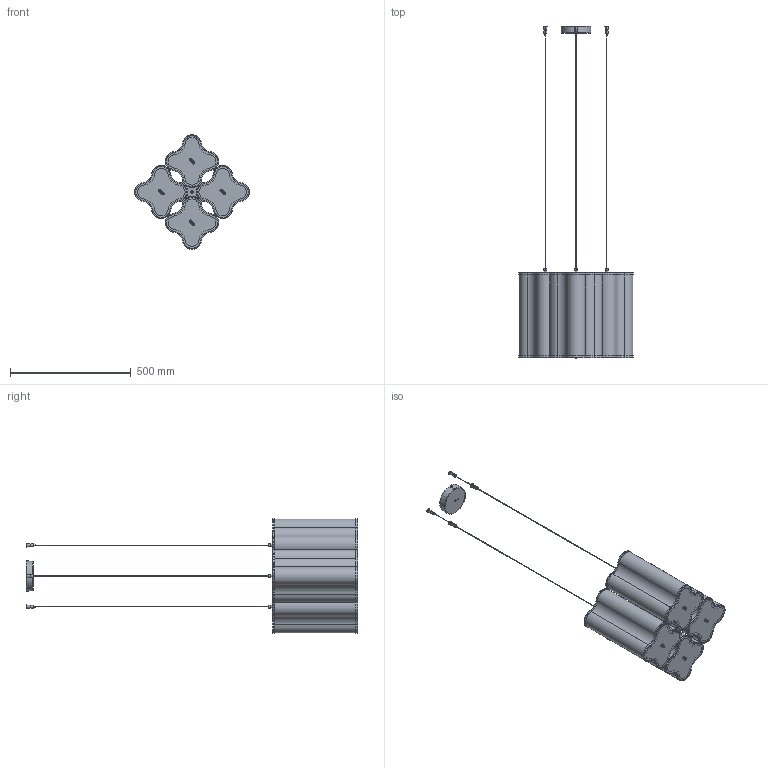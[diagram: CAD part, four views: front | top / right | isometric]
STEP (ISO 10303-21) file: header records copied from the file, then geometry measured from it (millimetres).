
FILE_DESCRIPTION (( 'STEP AP203' ), '1' );
FILE_NAME ('EQ.C035_EQUIS SUSPENSIÓ 22X35CM_CONJUNT4_FORMA.STEP', '2025-07-08T11:50:53', ( '' ), ( '' ), 'SwSTEP 2.0', 'SolidWorks 2013', '' );
FILE_SCHEMA (( 'CONFIG_CONTROL_DESIGN' ));
Length unit declared in the file: millimetre
Products named in the file (16): AR071_FLORÓ ø120x30 2xM4 sistema USA; GU026_FINALET SUSPENSOR CABLE Ø1.5 (BLACK); EQ.C035_EQUIS SUSPENSIÓ 22X35CM_CONJUNT4_FORMA; GU025_ TUERCA SUSPENSOR (BLACK); GI197_SUP. FIXACIÓ FLORÓ 120; Forma penjant 22x35 per conjunt de 4; ME005_EQUIS-BASE INFERIOR ALUMINI 220x220; TP473_EQUIS_pantalla 350mm; GU023_CABLE ACER Ø1.5-bola Ø5 (BLACK); XJ001_Xapa logo inox_10,5x28,5; ME006_EQUIS-TAPA SUPERIOR ALUMINI_220x220; DIN7380 M4x10; KO059; GU024 - SUSPENSOR M10 Cable Ø1.5 (BLACK); KO060_Passacable PVC; AG019_M4x8
Assembly tree (19 placements, depth 3):
  EQ.C035_EQUIS SUSPENSIÓ 22X35CM_CONJUNT4_FORMA
    Forma penjant 22x35 per conjunt de 4  x4
      TP473_EQUIS_pantalla 350mm
      ME006_EQUIS-TAPA SUPERIOR ALUMINI_220x220
      ME005_EQUIS-BASE INFERIOR ALUMINI 220x220
      XJ001_Xapa logo inox_10,5x28,5
      DIN7380 M4x10
      GU026_FINALET SUSPENSOR CABLE Ø1.5 (BLACK)
      GU023_CABLE ACER Ø1.5-bola Ø5 (BLACK)
      GU025_ TUERCA SUSPENSOR (BLACK)
      KO060_Passacable PVC
      GU024 - SUSPENSOR M10 Cable Ø1.5 (BLACK)
      KO059
    AR071_FLORÓ ø120x30 2xM4 sistema USA
    GI197_SUP. FIXACIÓ FLORÓ 120
    AG019_M4x8  x2
Bounding box: 474.56 x 1373.75 x 474.41 mm (x, y, z)
Volume: 4239728.4 mm3; surface area: 2524002.2 mm2
Topology: 48 solids, 48 shells, 1510 faces, 3654 edges, 2354 vertices
Faces by surface type: cylinder 606, plane 558, bspline 156, cone 142, torus 40, sphere 8
Entity records: 15676 total; most frequent: CARTESIAN_POINT 3192, DIRECTION 2300, ORIENTED_EDGE 2166, EDGE_CURVE 1083, AXIS2_PLACEMENT_3D 895, VERTEX_POINT 695, EDGE_LOOP 520, LINE 510
